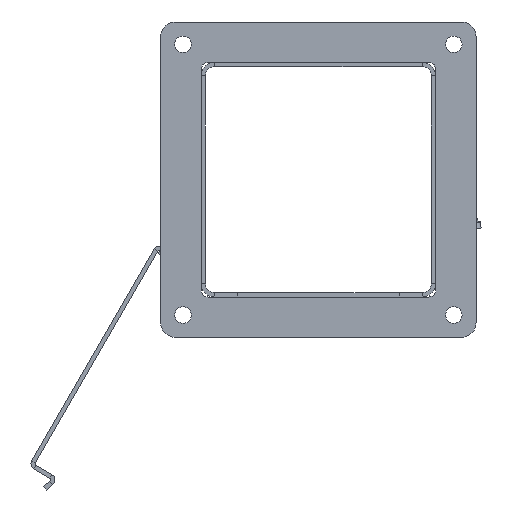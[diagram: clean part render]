
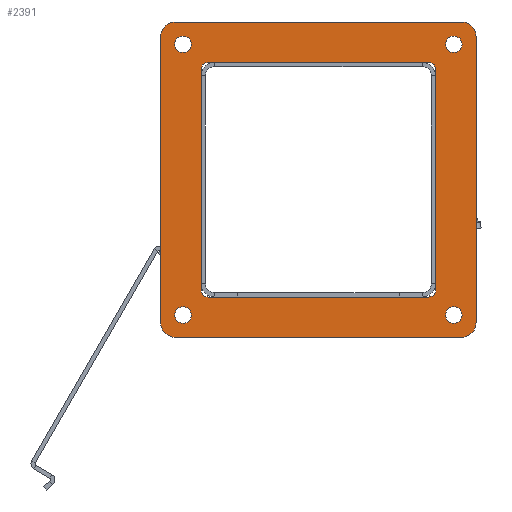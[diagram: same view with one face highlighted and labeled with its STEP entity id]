
A CAD part, front view. The second image highlights one B-rep face of the part: STEP entity #2391.
In plain terms, the highlighted face is planar.
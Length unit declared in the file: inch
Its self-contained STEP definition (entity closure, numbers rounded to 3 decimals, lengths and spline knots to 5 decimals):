
#81=FACE_BOUND($,#430,.T.);
#82=FACE_BOUND($,#431,.T.);
#83=FACE_BOUND($,#432,.T.);
#84=FACE_BOUND($,#433,.T.);
#85=FACE_BOUND($,#434,.T.);
#167=PLANE($,#2591);
#286=FACE_OUTER_BOUND($,#429,.T.);
#429=EDGE_LOOP($,(#1815,#1816,#1817,#1818,#1819,#1820,#1821,#1822));
#430=EDGE_LOOP($,(#1823,#1824,#1825,#1826,#1827,#1828,#1829,#1830));
#431=EDGE_LOOP($,(#1831));
#432=EDGE_LOOP($,(#1832));
#433=EDGE_LOOP($,(#1833));
#434=EDGE_LOOP($,(#1834));
#552=CIRCLE($,#2548,0.125);
#554=CIRCLE($,#2552,0.125);
#556=CIRCLE($,#2556,0.125);
#558=CIRCLE($,#2560,0.125);
#559=CIRCLE($,#2563,0.25);
#568=CIRCLE($,#2575,0.25);
#569=CIRCLE($,#2578,0.25);
#570=CIRCLE($,#2581,0.25);
#571=CIRCLE($,#2583,0.14063);
#572=CIRCLE($,#2585,0.14063);
#573=CIRCLE($,#2587,0.14063);
#574=CIRCLE($,#2589,0.14063);
#681=LINE($,#3633,#907);
#684=LINE($,#3644,#910);
#688=LINE($,#3656,#914);
#691=LINE($,#3665,#917);
#697=LINE($,#3681,#923);
#703=LINE($,#3709,#929);
#706=LINE($,#3717,#932);
#708=LINE($,#3735,#934);
#907=VECTOR($,#2923,3.75);
#910=VECTOR($,#2934,3.75);
#914=VECTOR($,#2946,3.75);
#917=VECTOR($,#2957,3.75);
#923=VECTOR($,#2971,4.875);
#929=VECTOR($,#2999,4.875);
#932=VECTOR($,#3008,4.875);
#934=VECTOR($,#3032,4.875);
#1111=VERTEX_POINT($,#3623);
#1112=VERTEX_POINT($,#3625);
#1114=VERTEX_POINT($,#3631);
#1117=VERTEX_POINT($,#3638);
#1118=VERTEX_POINT($,#3640);
#1121=VERTEX_POINT($,#3650);
#1122=VERTEX_POINT($,#3652);
#1124=VERTEX_POINT($,#3661);
#1125=VERTEX_POINT($,#3668);
#1126=VERTEX_POINT($,#3669);
#1130=VERTEX_POINT($,#3679);
#1140=VERTEX_POINT($,#3703);
#1141=VERTEX_POINT($,#3707);
#1142=VERTEX_POINT($,#3711);
#1143=VERTEX_POINT($,#3715);
#1144=VERTEX_POINT($,#3719);
#1145=VERTEX_POINT($,#3723);
#1146=VERTEX_POINT($,#3726);
#1147=VERTEX_POINT($,#3729);
#1148=VERTEX_POINT($,#3732);
#1341=EDGE_CURVE($,#1111,#1112,#552,.T.);
#1345=EDGE_CURVE($,#1111,#1114,#681,.T.);
#1348=EDGE_CURVE($,#1117,#1118,#554,.T.);
#1350=EDGE_CURVE($,#1117,#1112,#684,.T.);
#1354=EDGE_CURVE($,#1121,#1122,#556,.T.);
#1356=EDGE_CURVE($,#1121,#1118,#688,.T.);
#1360=EDGE_CURVE($,#1124,#1114,#558,.T.);
#1361=EDGE_CURVE($,#1124,#1122,#691,.T.);
#1363=EDGE_CURVE($,#1125,#1126,#559,.T.);
#1369=EDGE_CURVE($,#1130,#1125,#697,.T.);
#1380=EDGE_CURVE($,#1140,#1130,#568,.T.);
#1383=EDGE_CURVE($,#1141,#1140,#703,.T.);
#1384=EDGE_CURVE($,#1142,#1141,#569,.T.);
#1387=EDGE_CURVE($,#1143,#1142,#706,.T.);
#1388=EDGE_CURVE($,#1144,#1143,#570,.T.);
#1390=EDGE_CURVE($,#1145,#1145,#571,.T.);
#1391=EDGE_CURVE($,#1146,#1146,#572,.T.);
#1392=EDGE_CURVE($,#1147,#1147,#573,.T.);
#1393=EDGE_CURVE($,#1148,#1148,#574,.T.);
#1394=EDGE_CURVE($,#1126,#1144,#708,.T.);
#1815=ORIENTED_EDGE($,*,*,#1363,.F.);
#1816=ORIENTED_EDGE($,*,*,#1369,.F.);
#1817=ORIENTED_EDGE($,*,*,#1380,.F.);
#1818=ORIENTED_EDGE($,*,*,#1383,.F.);
#1819=ORIENTED_EDGE($,*,*,#1384,.F.);
#1820=ORIENTED_EDGE($,*,*,#1387,.F.);
#1821=ORIENTED_EDGE($,*,*,#1388,.F.);
#1822=ORIENTED_EDGE($,*,*,#1394,.F.);
#1823=ORIENTED_EDGE($,*,*,#1345,.T.);
#1824=ORIENTED_EDGE($,*,*,#1360,.F.);
#1825=ORIENTED_EDGE($,*,*,#1361,.T.);
#1826=ORIENTED_EDGE($,*,*,#1354,.F.);
#1827=ORIENTED_EDGE($,*,*,#1356,.T.);
#1828=ORIENTED_EDGE($,*,*,#1348,.F.);
#1829=ORIENTED_EDGE($,*,*,#1350,.T.);
#1830=ORIENTED_EDGE($,*,*,#1341,.F.);
#1831=ORIENTED_EDGE($,*,*,#1390,.T.);
#1832=ORIENTED_EDGE($,*,*,#1391,.T.);
#1833=ORIENTED_EDGE($,*,*,#1392,.T.);
#1834=ORIENTED_EDGE($,*,*,#1393,.T.);
#2391=ADVANCED_FACE($,(#286,#81,#82,#83,#84,#85),#167,.T.);
#2548=AXIS2_PLACEMENT_3D($,#3626,#2916,#2917);
#2552=AXIS2_PLACEMENT_3D($,#3641,#2929,#2930);
#2556=AXIS2_PLACEMENT_3D($,#3653,#2941,#2942);
#2560=AXIS2_PLACEMENT_3D($,#3663,#2953,#2954);
#2563=AXIS2_PLACEMENT_3D($,#3670,#2961,#2962);
#2575=AXIS2_PLACEMENT_3D($,#3704,#2993,#2994);
#2578=AXIS2_PLACEMENT_3D($,#3712,#3002,#3003);
#2581=AXIS2_PLACEMENT_3D($,#3720,#3011,#3012);
#2583=AXIS2_PLACEMENT_3D($,#3724,#3016,#3017);
#2585=AXIS2_PLACEMENT_3D($,#3727,#3020,#3021);
#2587=AXIS2_PLACEMENT_3D($,#3730,#3024,#3025);
#2589=AXIS2_PLACEMENT_3D($,#3733,#3028,#3029);
#2591=AXIS2_PLACEMENT_3D($,#3736,#3033,#3034);
#2916=DIRECTION('center_axis',(0.,0.,1.));
#2917=DIRECTION('ref_axis',(-0.707,-0.707,0.));
#2923=DIRECTION($,(0.,1.,0.));
#2929=DIRECTION('center_axis',(0.,0.,1.));
#2930=DIRECTION('ref_axis',(0.707,-0.707,0.));
#2934=DIRECTION($,(-1.,0.,0.));
#2941=DIRECTION('center_axis',(0.,0.,1.));
#2942=DIRECTION('ref_axis',(0.707,0.707,0.));
#2946=DIRECTION($,(0.,-1.,0.));
#2953=DIRECTION('center_axis',(0.,0.,1.));
#2954=DIRECTION('ref_axis',(-0.707,0.707,0.));
#2957=DIRECTION($,(1.,0.,0.));
#2961=DIRECTION('center_axis',(0.,0.,-1.));
#2962=DIRECTION('ref_axis',(-0.707,-0.707,0.));
#2971=DIRECTION($,(-1.,0.,0.));
#2993=DIRECTION('center_axis',(0.,0.,-1.));
#2994=DIRECTION('ref_axis',(0.707,-0.707,0.));
#2999=DIRECTION($,(0.,-1.,0.));
#3002=DIRECTION('center_axis',(0.,0.,-1.));
#3003=DIRECTION('ref_axis',(0.707,0.707,0.));
#3008=DIRECTION($,(1.,0.,0.));
#3011=DIRECTION('center_axis',(0.,0.,-1.));
#3012=DIRECTION('ref_axis',(-0.707,0.707,0.));
#3016=DIRECTION('center_axis',(0.,0.,-1.));
#3017=DIRECTION('ref_axis',(-1.,0.,0.));
#3020=DIRECTION('center_axis',(0.,0.,-1.));
#3021=DIRECTION('ref_axis',(-1.,0.,0.));
#3024=DIRECTION('center_axis',(0.,0.,-1.));
#3025=DIRECTION('ref_axis',(-1.,0.,0.));
#3028=DIRECTION('center_axis',(0.,0.,-1.));
#3029=DIRECTION('ref_axis',(-1.,0.,0.));
#3032=DIRECTION($,(0.,1.,0.));
#3033=DIRECTION('center_axis',(0.,0.,1.));
#3034=DIRECTION('ref_axis',(1.,0.,0.));
#3623=CARTESIAN_POINT('',(-2.,-1.875,0.125));
#3625=CARTESIAN_POINT('',(-1.875,-2.,0.125));
#3626=CARTESIAN_POINT('Origin',(-1.875,-1.875,0.125));
#3631=CARTESIAN_POINT('',(-2.,1.875,0.125));
#3633=CARTESIAN_POINT($,(-2.,-1.,0.125));
#3638=CARTESIAN_POINT('',(1.875,-2.,0.125));
#3640=CARTESIAN_POINT('',(2.,-1.875,0.125));
#3641=CARTESIAN_POINT('Origin',(1.875,-1.875,0.125));
#3644=CARTESIAN_POINT($,(1.,-2.,0.125));
#3650=CARTESIAN_POINT('',(2.,1.875,0.125));
#3652=CARTESIAN_POINT('',(1.875,2.,0.125));
#3653=CARTESIAN_POINT('Origin',(1.875,1.875,0.125));
#3656=CARTESIAN_POINT($,(2.,1.,0.125));
#3661=CARTESIAN_POINT('',(-1.875,2.,0.125));
#3663=CARTESIAN_POINT('Origin',(-1.875,1.875,0.125));
#3665=CARTESIAN_POINT($,(-1.,2.,0.125));
#3668=CARTESIAN_POINT('',(-2.4375,-2.6875,0.125));
#3669=CARTESIAN_POINT('',(-2.6875,-2.4375,0.125));
#3670=CARTESIAN_POINT('Origin',(-2.4375,-2.4375,0.125));
#3679=CARTESIAN_POINT('',(2.4375,-2.6875,0.125));
#3681=CARTESIAN_POINT($,(-2.6875,-2.6875,0.125));
#3703=CARTESIAN_POINT('',(2.6875,-2.4375,0.125));
#3704=CARTESIAN_POINT('Origin',(2.4375,-2.4375,0.125));
#3707=CARTESIAN_POINT('',(2.6875,2.4375,0.125));
#3709=CARTESIAN_POINT($,(2.6875,-2.6875,0.125));
#3711=CARTESIAN_POINT('',(2.4375,2.6875,0.125));
#3712=CARTESIAN_POINT('Origin',(2.4375,2.4375,0.125));
#3715=CARTESIAN_POINT('',(-2.4375,2.6875,0.125));
#3717=CARTESIAN_POINT($,(2.6875,2.6875,0.125));
#3719=CARTESIAN_POINT('',(-2.6875,2.4375,0.125));
#3720=CARTESIAN_POINT('Origin',(-2.4375,2.4375,0.125));
#3723=CARTESIAN_POINT('',(-2.16688,2.3075,0.125));
#3724=CARTESIAN_POINT('Origin',(-2.3075,2.3075,0.125));
#3726=CARTESIAN_POINT('',(-2.16688,-2.3075,0.125));
#3727=CARTESIAN_POINT('Origin',(-2.3075,-2.3075,0.125));
#3729=CARTESIAN_POINT('',(2.44813,-2.3075,0.125));
#3730=CARTESIAN_POINT('Origin',(2.3075,-2.3075,0.125));
#3732=CARTESIAN_POINT('',(2.44813,2.3075,0.125));
#3733=CARTESIAN_POINT('Origin',(2.3075,2.3075,0.125));
#3735=CARTESIAN_POINT($,(-2.6875,2.6875,0.125));
#3736=CARTESIAN_POINT('Origin',(0.,0.,
0.125));
